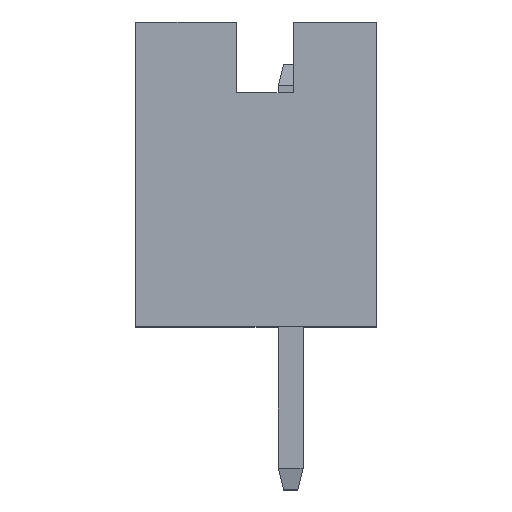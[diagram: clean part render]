
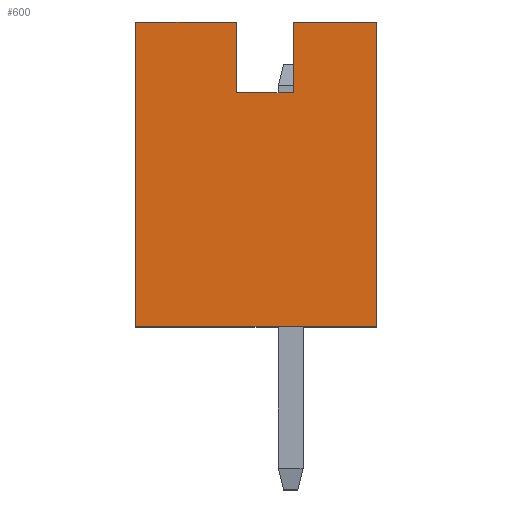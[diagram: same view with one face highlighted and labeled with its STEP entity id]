
A CAD part, top view. The second image highlights one B-rep face of the part: STEP entity #600.
In plain terms, the highlighted planar face has unit normal (0, 0, 1).
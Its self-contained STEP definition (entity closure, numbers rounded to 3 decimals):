
#35 = AXIS2_PLACEMENT_3D ( 'NONE', #833, #857, #3338 ) ;
#86 = ORIENTED_EDGE ( 'NONE', *, *, #902, .F. ) ;
#116 = VECTOR ( 'NONE', #2411, 1000. ) ;
#189 = CARTESIAN_POINT ( 'NONE',  ( -2.217, -1.53, -11.05 ) ) ;
#233 = ORIENTED_EDGE ( 'NONE', *, *, #1493, .T. ) ;
#257 = EDGE_CURVE ( 'NONE', #2974, #2755, #1314, .T. ) ;
#258 = VECTOR ( 'NONE', #1138, 1000. ) ;
#316 = VECTOR ( 'NONE', #1570, 1000. ) ;
#355 = VERTEX_POINT ( 'NONE', #2091 ) ;
#436 = FACE_OUTER_BOUND ( 'NONE', #2275, .T. ) ;
#462 = PLANE ( 'NONE',  #35 ) ;
#469 = CARTESIAN_POINT ( 'NONE',  ( -0.792, 1.77, -11.05 ) ) ;
#470 = LINE ( 'NONE', #1944, #258 ) ;
#492 = CARTESIAN_POINT ( 'NONE',  ( 1.183, -1.53, -11.05 ) ) ;
#555 = VECTOR ( 'NONE', #4209, 1000. ) ;
#600 = ADVANCED_FACE ( 'NONE', ( #436 ), #462, .T. ) ;
#726 = DIRECTION ( 'NONE',  ( 1., 0., 0. ) ) ;
#833 = CARTESIAN_POINT ( 'NONE',  ( -0.318, -2.272, -11.05 ) ) ;
#843 = CARTESIAN_POINT ( 'NONE',  ( 0.008, 2.77, -11.05 ) ) ;
#857 = DIRECTION ( 'NONE',  ( 0., 0., 1. ) ) ;
#902 = EDGE_CURVE ( 'NONE', #1503, #355, #1411, .T. ) ;
#1031 = DIRECTION ( 'NONE',  ( 0., 1., 0. ) ) ;
#1138 = DIRECTION ( 'NONE',  ( 1., 0., 0. ) ) ;
#1226 = LINE ( 'NONE', #2931, #316 ) ;
#1274 = EDGE_CURVE ( 'NONE', #1322, #2162, #2597, .T. ) ;
#1314 = LINE ( 'NONE', #3154, #116 ) ;
#1322 = VERTEX_POINT ( 'NONE', #4246 ) ;
#1411 = LINE ( 'NONE', #4595, #3336 ) ;
#1443 = CARTESIAN_POINT ( 'NONE',  ( -0.792, 2.77, -11.05 ) ) ;
#1493 = EDGE_CURVE ( 'NONE', #1503, #2128, #470, .T. ) ;
#1503 = VERTEX_POINT ( 'NONE', #189 ) ;
#1570 = DIRECTION ( 'NONE',  ( 0., 1., 0. ) ) ;
#1698 = VECTOR ( 'NONE', #726, 1000. ) ;
#1944 = CARTESIAN_POINT ( 'NONE',  ( 0., -1.53, -11.05 ) ) ;
#2091 = CARTESIAN_POINT ( 'NONE',  ( -2.217, 2.77, -11.05 ) ) ;
#2117 = EDGE_CURVE ( 'NONE', #3361, #2755, #1226, .T. ) ;
#2122 = DIRECTION ( 'NONE',  ( 0., -1., 0. ) ) ;
#2128 = VERTEX_POINT ( 'NONE', #492 ) ;
#2162 = VERTEX_POINT ( 'NONE', #469 ) ;
#2192 = CARTESIAN_POINT ( 'NONE',  ( 0., 1.77, -11.05 ) ) ;
#2275 = EDGE_LOOP ( 'NONE', ( #233, #3913, #3146, #4180, #3005, #3112, #4129, #86 ) ) ;
#2379 = DIRECTION ( 'NONE',  ( 1., 0., 0. ) ) ;
#2401 = EDGE_CURVE ( 'NONE', #355, #1322, #2522, .T. ) ;
#2411 = DIRECTION ( 'NONE',  ( -1., 0., 0. ) ) ;
#2489 = LINE ( 'NONE', #2192, #1698 ) ;
#2522 = LINE ( 'NONE', #4521, #4247 ) ;
#2597 = LINE ( 'NONE', #1443, #3272 ) ;
#2755 = VERTEX_POINT ( 'NONE', #843 ) ;
#2931 = CARTESIAN_POINT ( 'NONE',  ( 0.008, 0., -11.05 ) ) ;
#2974 = VERTEX_POINT ( 'NONE', #3163 ) ;
#2997 = EDGE_CURVE ( 'NONE', #2128, #2974, #3410, .T. ) ;
#3005 = ORIENTED_EDGE ( 'NONE', *, *, #4266, .F. ) ;
#3040 = CARTESIAN_POINT ( 'NONE',  ( 0.008, 1.77, -11.05 ) ) ;
#3112 = ORIENTED_EDGE ( 'NONE', *, *, #1274, .F. ) ;
#3146 = ORIENTED_EDGE ( 'NONE', *, *, #257, .T. ) ;
#3151 = CARTESIAN_POINT ( 'NONE',  ( 1.183, 0., -11.05 ) ) ;
#3154 = CARTESIAN_POINT ( 'NONE',  ( 0.108, 2.77, -11.05 ) ) ;
#3163 = CARTESIAN_POINT ( 'NONE',  ( 1.183, 2.77, -11.05 ) ) ;
#3272 = VECTOR ( 'NONE', #2122, 1000. ) ;
#3336 = VECTOR ( 'NONE', #1031, 1000. ) ;
#3338 = DIRECTION ( 'NONE',  ( 1., 0., 0. ) ) ;
#3361 = VERTEX_POINT ( 'NONE', #3040 ) ;
#3410 = LINE ( 'NONE', #3151, #555 ) ;
#3913 = ORIENTED_EDGE ( 'NONE', *, *, #2997, .T. ) ;
#4129 = ORIENTED_EDGE ( 'NONE', *, *, #2401, .F. ) ;
#4180 = ORIENTED_EDGE ( 'NONE', *, *, #2117, .F. ) ;
#4209 = DIRECTION ( 'NONE',  ( 0., 1., 0. ) ) ;
#4246 = CARTESIAN_POINT ( 'NONE',  ( -0.792, 2.77, -11.05 ) ) ;
#4247 = VECTOR ( 'NONE', #2379, 1000. ) ;
#4266 = EDGE_CURVE ( 'NONE', #2162, #3361, #2489, .T. ) ;
#4521 = CARTESIAN_POINT ( 'NONE',  ( 0., 2.77, -11.05 ) ) ;
#4595 = CARTESIAN_POINT ( 'NONE',  ( -2.217, 0., -11.05 ) ) ;
